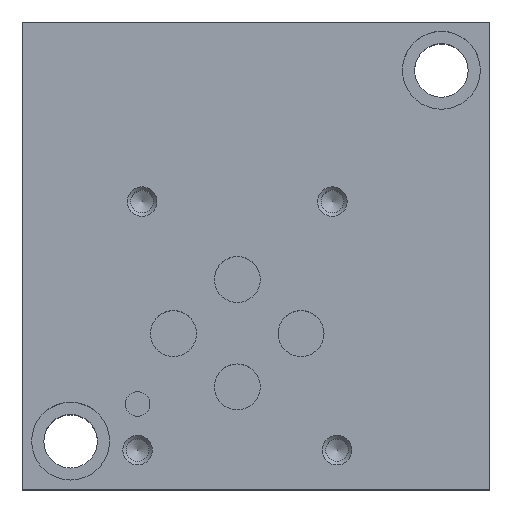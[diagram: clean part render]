
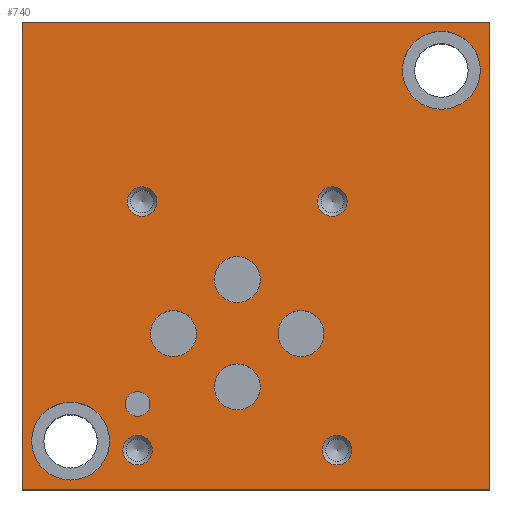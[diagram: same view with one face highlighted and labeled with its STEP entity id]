
A CAD part, top view. The second image highlights one B-rep face of the part: STEP entity #740.
In plain terms, the highlighted planar face has unit normal (0, 0, 1).
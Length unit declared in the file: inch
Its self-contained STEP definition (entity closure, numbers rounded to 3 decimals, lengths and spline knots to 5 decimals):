
#740 = ADVANCED_FACE( '', ( #1553, #1554, #1555, #1556, #1557, #1558, #1559, #1560, #1561, #1562, #1563, #1564 ), #1565, .F. );
#1553 = FACE_BOUND( '', #2369, .T. );
#1554 = FACE_BOUND( '', #2370, .T. );
#1555 = FACE_BOUND( '', #2371, .T. );
#1556 = FACE_BOUND( '', #2372, .T. );
#1557 = FACE_BOUND( '', #2373, .T. );
#1558 = FACE_BOUND( '', #2374, .T. );
#1559 = FACE_BOUND( '', #2375, .T. );
#1560 = FACE_BOUND( '', #2376, .T. );
#1561 = FACE_BOUND( '', #2377, .T. );
#1562 = FACE_BOUND( '', #2378, .T. );
#1563 = FACE_BOUND( '', #2379, .T. );
#1564 = FACE_OUTER_BOUND( '', #2380, .T. );
#1565 = PLANE( '', #2381 );
#2369 = EDGE_LOOP( '', ( #4429 ) );
#2370 = EDGE_LOOP( '', ( #4430 ) );
#2371 = EDGE_LOOP( '', ( #4431 ) );
#2372 = EDGE_LOOP( '', ( #4432 ) );
#2373 = EDGE_LOOP( '', ( #4433 ) );
#2374 = EDGE_LOOP( '', ( #4434 ) );
#2375 = EDGE_LOOP( '', ( #4435 ) );
#2376 = EDGE_LOOP( '', ( #4436 ) );
#2377 = EDGE_LOOP( '', ( #4437 ) );
#2378 = EDGE_LOOP( '', ( #4438 ) );
#2379 = EDGE_LOOP( '', ( #4439 ) );
#2380 = EDGE_LOOP( '', ( #4440, #4441, #4442, #4443 ) );
#2381 = AXIS2_PLACEMENT_3D( '', #4444, #4445, #4446 );
#4429 = ORIENTED_EDGE( '', *, *, #4859, .T. );
#4430 = ORIENTED_EDGE( '', *, *, #4537, .T. );
#4431 = ORIENTED_EDGE( '', *, *, #4865, .F. );
#4432 = ORIENTED_EDGE( '', *, *, #4721, .F. );
#4433 = ORIENTED_EDGE( '', *, *, #4909, .F. );
#4434 = ORIENTED_EDGE( '', *, *, #5098, .F. );
#4435 = ORIENTED_EDGE( '', *, *, #4829, .F. );
#4436 = ORIENTED_EDGE( '', *, *, #5113, .F. );
#4437 = ORIENTED_EDGE( '', *, *, #5247, .F. );
#4438 = ORIENTED_EDGE( '', *, *, #4670, .F. );
#4439 = ORIENTED_EDGE( '', *, *, #4926, .F. );
#4440 = ORIENTED_EDGE( '', *, *, #4916, .T. );
#4441 = ORIENTED_EDGE( '', *, *, #4803, .F. );
#4442 = ORIENTED_EDGE( '', *, *, #5047, .F. );
#4443 = ORIENTED_EDGE( '', *, *, #5214, .T. );
#4444 = CARTESIAN_POINT( '', ( 3., 3., 2.25 ) );
#4445 = DIRECTION( '', ( 0., 0., -1. ) );
#4446 = DIRECTION( '', ( -1., 0., 0. ) );
#4537 = EDGE_CURVE( '', #5399, #5399, #5400, .T. );
#4670 = EDGE_CURVE( '', #5624, #5624, #5625, .T. );
#4721 = EDGE_CURVE( '', #5707, #5707, #5708, .T. );
#4803 = EDGE_CURVE( '', #5834, #5832, #5836, .T. );
#4829 = EDGE_CURVE( '', #5868, #5868, #5869, .T. );
#4859 = EDGE_CURVE( '', #5911, #5911, #5912, .T. );
#4865 = EDGE_CURVE( '', #5920, #5920, #5921, .T. );
#4909 = EDGE_CURVE( '', #5982, #5982, #5983, .T. );
#4916 = EDGE_CURVE( '', #5990, #5832, #5992, .T. );
#4926 = EDGE_CURVE( '', #6006, #6006, #6007, .T. );
#5047 = EDGE_CURVE( '', #6190, #5834, #6192, .T. );
#5098 = EDGE_CURVE( '', #6258, #6258, #6259, .T. );
#5113 = EDGE_CURVE( '', #6276, #6276, #6277, .T. );
#5214 = EDGE_CURVE( '', #6190, #5990, #6389, .T. );
#5247 = EDGE_CURVE( '', #6420, #6420, #6421, .T. );
#5399 = VERTEX_POINT( '', #6618 );
#5400 = CIRCLE( '', #6619, 0.25 );
#5624 = VERTEX_POINT( '', #6916 );
#5625 = CIRCLE( '', #6917, 0.1475 );
#5707 = VERTEX_POINT( '', #7034 );
#5708 = CIRCLE( '', #7035, 0.095 );
#5832 = VERTEX_POINT( '', #7206 );
#5834 = VERTEX_POINT( '', #7209 );
#5836 = LINE( '', #7212, #7213 );
#5868 = VERTEX_POINT( '', #7254 );
#5869 = CIRCLE( '', #7255, 0.079 );
#5911 = VERTEX_POINT( '', #7313 );
#5912 = CIRCLE( '', #7314, 0.25 );
#5920 = VERTEX_POINT( '', #7325 );
#5921 = CIRCLE( '', #7326, 0.095 );
#5982 = VERTEX_POINT( '', #7408 );
#5983 = CIRCLE( '', #7409, 0.095 );
#5990 = VERTEX_POINT( '', #7419 );
#5992 = LINE( '', #7422, #7423 );
#6006 = VERTEX_POINT( '', #7443 );
#6007 = CIRCLE( '', #7444, 0.1475 );
#6190 = VERTEX_POINT( '', #7701 );
#6192 = LINE( '', #7704, #7705 );
#6258 = VERTEX_POINT( '', #7795 );
#6259 = CIRCLE( '', #7796, 0.095 );
#6276 = VERTEX_POINT( '', #7815 );
#6277 = CIRCLE( '', #7816, 0.1475 );
#6389 = LINE( '', #7964, #7965 );
#6420 = VERTEX_POINT( '', #8002 );
#6421 = CIRCLE( '', #8003, 0.1475 );
#6618 = CARTESIAN_POINT( '', ( 0.06, 0.31, 2.25 ) );
#6619 = AXIS2_PLACEMENT_3D( '', #8110, #8111, #8112 );
#6916 = CARTESIAN_POINT( '', ( 1.9365, 1., 2.25 ) );
#6917 = AXIS2_PLACEMENT_3D( '', #8270, #8271, #8272 );
#7034 = CARTESIAN_POINT( '', ( 0.835, 0.252, 2.25 ) );
#7035 = AXIS2_PLACEMENT_3D( '', #8320, #8321, #8322 );
#7206 = CARTESIAN_POINT( '', ( 0., 0., 2.25 ) );
#7209 = CARTESIAN_POINT( '', ( 3., 0., 2.25 ) );
#7212 = CARTESIAN_POINT( '', ( 3., 0., 2.25 ) );
#7213 = VECTOR( '', #8414, 39.37008 );
#7254 = CARTESIAN_POINT( '', ( 0.819, 0.548, 2.25 ) );
#7255 = AXIS2_PLACEMENT_3D( '', #8436, #8437, #8438 );
#7313 = CARTESIAN_POINT( '', ( 2.44, 2.69, 2.25 ) );
#7314 = AXIS2_PLACEMENT_3D( '', #8464, #8465, #8466 );
#7325 = CARTESIAN_POINT( '', ( 0.864, 1.847, 2.25 ) );
#7326 = AXIS2_PLACEMENT_3D( '', #8470, #8471, #8472 );
#7408 = CARTESIAN_POINT( '', ( 2.115, 0.252, 2.25 ) );
#7409 = AXIS2_PLACEMENT_3D( '', #8518, #8519, #8520 );
#7419 = CARTESIAN_POINT( '', ( 0., 3., 2.25 ) );
#7422 = CARTESIAN_POINT( '', ( 0., 3., 2.25 ) );
#7423 = VECTOR( '', #8528, 39.37008 );
#7443 = CARTESIAN_POINT( '', ( 1.1175, 1., 2.25 ) );
#7444 = AXIS2_PLACEMENT_3D( '', #8535, #8536, #8537 );
#7701 = CARTESIAN_POINT( '', ( 3., 3., 2.25 ) );
#7704 = CARTESIAN_POINT( '', ( 3., 3., 2.25 ) );
#7705 = VECTOR( '', #8700, 39.37008 );
#7795 = CARTESIAN_POINT( '', ( 2.085, 1.847, 2.25 ) );
#7796 = AXIS2_PLACEMENT_3D( '', #8743, #8744, #8745 );
#7815 = CARTESIAN_POINT( '', ( 1.5275, 0.658, 2.25 ) );
#7816 = AXIS2_PLACEMENT_3D( '', #8760, #8761, #8762 );
#7964 = CARTESIAN_POINT( '', ( 3., 3., 2.25 ) );
#7965 = VECTOR( '', #8832, 39.37008 );
#8002 = CARTESIAN_POINT( '', ( 1.5275, 1.347, 2.25 ) );
#8003 = AXIS2_PLACEMENT_3D( '', #8839, #8840, #8841 );
#8110 = CARTESIAN_POINT( '', ( 0.31, 0.31, 2.25 ) );
#8111 = DIRECTION( '', ( 0., 0., -1. ) );
#8112 = DIRECTION( '', ( -1., 0., 0. ) );
#8270 = CARTESIAN_POINT( '', ( 1.789, 1., 2.25 ) );
#8271 = DIRECTION( '', ( 0., 0., 1. ) );
#8272 = DIRECTION( '', ( 1., 0., 0. ) );
#8320 = CARTESIAN_POINT( '', ( 0.74, 0.252, 2.25 ) );
#8321 = DIRECTION( '', ( 0., 0., 1. ) );
#8322 = DIRECTION( '', ( 1., 0., 0. ) );
#8414 = DIRECTION( '', ( -1., 0., 0. ) );
#8436 = CARTESIAN_POINT( '', ( 0.74, 0.548, 2.25 ) );
#8437 = DIRECTION( '', ( 0., 0., 1. ) );
#8438 = DIRECTION( '', ( 1., 0., 0. ) );
#8464 = CARTESIAN_POINT( '', ( 2.69, 2.69, 2.25 ) );
#8465 = DIRECTION( '', ( 0., 0., -1. ) );
#8466 = DIRECTION( '', ( -1., 0., 0. ) );
#8470 = CARTESIAN_POINT( '', ( 0.769, 1.847, 2.25 ) );
#8471 = DIRECTION( '', ( 0., 0., 1. ) );
#8472 = DIRECTION( '', ( 1., 0., 0. ) );
#8518 = CARTESIAN_POINT( '', ( 2.02, 0.252, 2.25 ) );
#8519 = DIRECTION( '', ( 0., 0., 1. ) );
#8520 = DIRECTION( '', ( 1., 0., 0. ) );
#8528 = DIRECTION( '', ( 0., -1., 0. ) );
#8535 = CARTESIAN_POINT( '', ( 0.97, 1., 2.25 ) );
#8536 = DIRECTION( '', ( 0., 0., 1. ) );
#8537 = DIRECTION( '', ( 1., 0., 0. ) );
#8700 = DIRECTION( '', ( 0., -1., 0. ) );
#8743 = CARTESIAN_POINT( '', ( 1.99, 1.847, 2.25 ) );
#8744 = DIRECTION( '', ( 0., 0., 1. ) );
#8745 = DIRECTION( '', ( 1., 0., 0. ) );
#8760 = CARTESIAN_POINT( '', ( 1.38, 0.658, 2.25 ) );
#8761 = DIRECTION( '', ( 0., 0., 1. ) );
#8762 = DIRECTION( '', ( 1., 0., 0. ) );
#8832 = DIRECTION( '', ( -1., 0., 0. ) );
#8839 = CARTESIAN_POINT( '', ( 1.38, 1.347, 2.25 ) );
#8840 = DIRECTION( '', ( 0., 0., 1. ) );
#8841 = DIRECTION( '', ( 1., 0., 0. ) );
